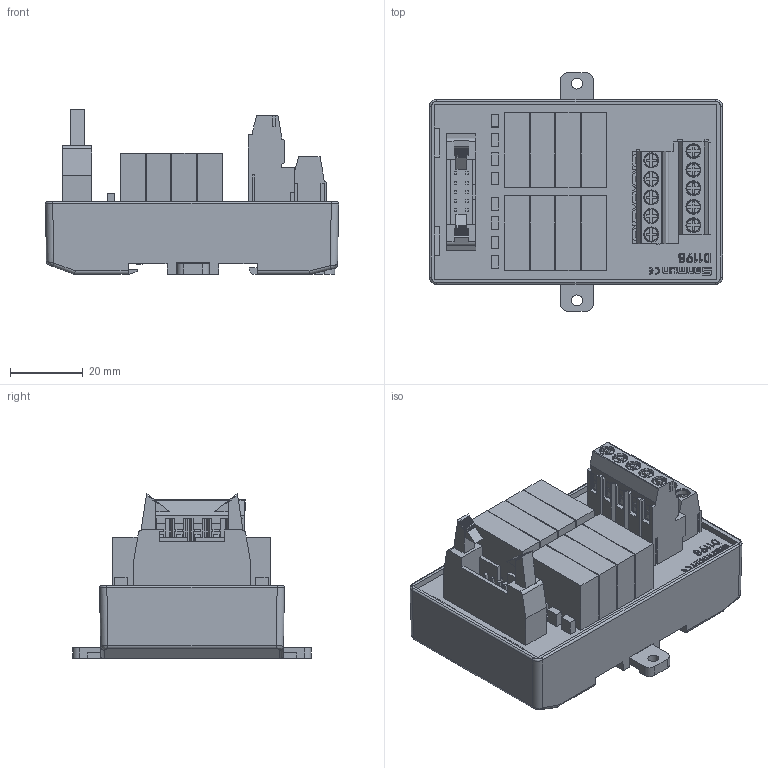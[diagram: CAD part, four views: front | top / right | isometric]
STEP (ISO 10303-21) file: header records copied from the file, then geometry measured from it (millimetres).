
FILE_DESCRIPTION(/* description */ (''),/* implementation_level */ '2;1');
FILE_NAME(/* name */ 'D1198-E.stp',/* time_stamp */ '2024-08-15T16:53:03+08:00',/* author */ (''),/* organization */ (''),/* preprocessor_version */ 'ST-DEVELOPER v14',/* originating_system */ 'SIEMENS PLM Software NX 8.0',/* authorisation */ '');
FILE_SCHEMA (('AUTOMOTIVE_DESIGN { 1 0 10303 214 3 1 1 1 }'));
Products named in the file (1): Admi3268E6A58mq6
Bounding box: 80.4 x 65.47 x 45.25 mm (x, y, z)
Volume: 97495 mm3; surface area: 31791.3 mm2
Topology: 3 solids, 15 shells, 1840 faces, 4973 edges, 3247 vertices
Faces by surface type: plane 1339, cylinder 320, torus 85, bspline 48, cone 34, extrusion 14
Full cylindrical faces by diameter (mm): 2.6 x4, 3 x2, 4.1 x4, 4.13 x4
Entity records: 74329 total; most frequent: CARTESIAN_POINT 27883, ORIENTED_EDGE 9860, DIRECTION 8478, EDGE_CURVE 4930, VECTOR 3822, LINE 3808, VERTEX_POINT 3236, AXIS2_PLACEMENT_3D 2328
